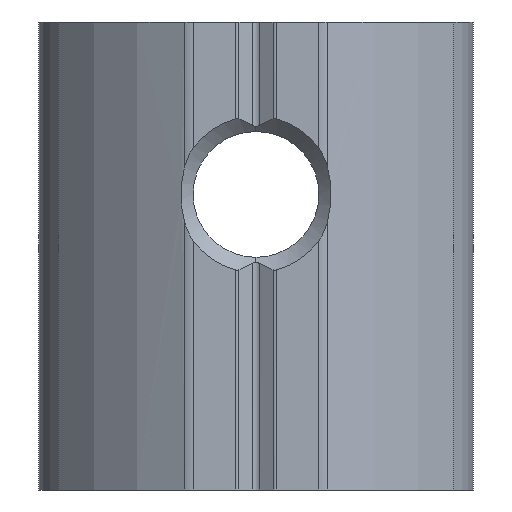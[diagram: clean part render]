
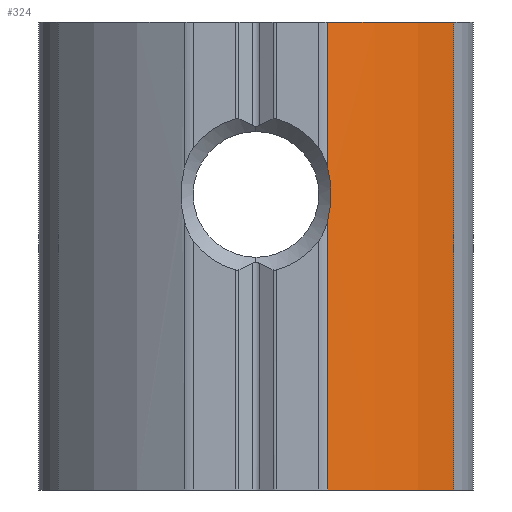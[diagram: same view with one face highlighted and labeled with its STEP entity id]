
A CAD part, front view. The second image highlights one B-rep face of the part: STEP entity #324.
In plain terms, the highlighted cylindrical face has radius 12.4 mm (diameter 24.8 mm), a partial arc.
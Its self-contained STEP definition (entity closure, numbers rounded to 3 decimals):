
#50 = CARTESIAN_POINT ( 'NONE',  ( 2.91, -7.677, 1.427 ) ) ;
#52 = AXIS2_PLACEMENT_3D ( 'NONE', #1332, #774, #141 ) ;
#63 = CARTESIAN_POINT ( 'NONE',  ( 2.989, -7.644, 3.22 ) ) ;
#72 = FACE_OUTER_BOUND ( 'NONE', #1296, .T. ) ;
#78 = B_SPLINE_CURVE_WITH_KNOTS ( 'NONE', 3,
 ( #683, #118, #599, #1124, #127, #63, #146, #155 ),
 .UNSPECIFIED., .F., .F.,
 ( 4, 2, 2, 4 ),
 ( 0., 0.001, 0.002, 0.002 ),
 .UNSPECIFIED. ) ;
#85 = VECTOR ( 'NONE', #928, 1000. ) ;
#118 = CARTESIAN_POINT ( 'NONE',  ( 3., -7.64, 1.777 ) ) ;
#127 = CARTESIAN_POINT ( 'NONE',  ( 3.034, -7.626, 2.861 ) ) ;
#134 = AXIS2_PLACEMENT_3D ( 'NONE', #486, #213, #476 ) ;
#137 = EDGE_CURVE ( 'NONE', #1330, #808, #1014, .T. ) ;
#141 = DIRECTION ( 'NONE',  ( -1., 0., 0. ) ) ;
#146 = CARTESIAN_POINT ( 'NONE',  ( 2.955, -7.658, 3.398 ) ) ;
#155 = CARTESIAN_POINT ( 'NONE',  ( 2.91, -7.677, 3.573 ) ) ;
#157 = VECTOR ( 'NONE', #491, 1000. ) ;
#213 = DIRECTION ( 'NONE',  ( 0., 0., 1. ) ) ;
#320 = ORIENTED_EDGE ( 'NONE', *, *, #368, .T. ) ;
#324 = ADVANCED_FACE ( 'NONE', ( #72 ), #562, .T. ) ;
#332 = ORIENTED_EDGE ( 'NONE', *, *, #659, .F. ) ;
#346 = EDGE_CURVE ( 'NONE', #1330, #1242, #598, .T. ) ;
#368 = EDGE_CURVE ( 'NONE', #1242, #862, #1048, .T. ) ;
#476 = DIRECTION ( 'NONE',  ( 1., 0., 0. ) ) ;
#486 = CARTESIAN_POINT ( 'NONE',  ( -1.75, 3.814, -9.5 ) ) ;
#489 = VERTEX_POINT ( 'NONE', #694 ) ;
#491 = DIRECTION ( 'NONE',  ( 0., 0., 1. ) ) ;
#496 = EDGE_CURVE ( 'NONE', #1292, #489, #1106, .T. ) ;
#503 = CARTESIAN_POINT ( 'NONE',  ( 2.91, -7.677, -9.5 ) ) ;
#515 = CARTESIAN_POINT ( 'NONE',  ( 8.034, -3.804, -9.5 ) ) ;
#523 = CARTESIAN_POINT ( 'NONE',  ( -1.75, 3.814, 9.5 ) ) ;
#562 = CYLINDRICAL_SURFACE ( 'NONE', #134, 12.4 ) ;
#598 = CIRCLE ( 'NONE', #52, 12.4 ) ;
#599 = CARTESIAN_POINT ( 'NONE',  ( 3.045, -7.621, 2.134 ) ) ;
#659 = EDGE_CURVE ( 'NONE', #489, #862, #760, .T. ) ;
#671 = CARTESIAN_POINT ( 'NONE',  ( 2.91, -7.677, -9.5 ) ) ;
#683 = CARTESIAN_POINT ( 'NONE',  ( 2.91, -7.677, 1.427 ) ) ;
#694 = CARTESIAN_POINT ( 'NONE',  ( 2.91, -7.677, 9.5 ) ) ;
#713 = ORIENTED_EDGE ( 'NONE', *, *, #137, .F. ) ;
#760 = CIRCLE ( 'NONE', #1002, 12.4 ) ;
#774 = DIRECTION ( 'NONE',  ( 0., 0., 1. ) ) ;
#808 = VERTEX_POINT ( 'NONE', #50 ) ;
#862 = VERTEX_POINT ( 'NONE', #1188 ) ;
#928 = DIRECTION ( 'NONE',  ( 0., 0., 1. ) ) ;
#983 = VECTOR ( 'NONE', #1424, 1000. ) ;
#1002 = AXIS2_PLACEMENT_3D ( 'NONE', #523, #1047, #1413 ) ;
#1004 = CARTESIAN_POINT ( 'NONE',  ( 2.91, -7.677, -9.5 ) ) ;
#1014 = LINE ( 'NONE', #1004, #983 ) ;
#1047 = DIRECTION ( 'NONE',  ( 0., 0., 1. ) ) ;
#1048 = LINE ( 'NONE', #515, #85 ) ;
#1057 = EDGE_CURVE ( 'NONE', #808, #1292, #78, .T. ) ;
#1068 = CARTESIAN_POINT ( 'NONE',  ( 8.034, -3.804, -9.5 ) ) ;
#1104 = CARTESIAN_POINT ( 'NONE',  ( 2.91, -7.677, 3.573 ) ) ;
#1106 = LINE ( 'NONE', #503, #157 ) ;
#1124 = CARTESIAN_POINT ( 'NONE',  ( 3.046, -7.621, 2.678 ) ) ;
#1178 = ORIENTED_EDGE ( 'NONE', *, *, #496, .F. ) ;
#1183 = ORIENTED_EDGE ( 'NONE', *, *, #346, .T. ) ;
#1188 = CARTESIAN_POINT ( 'NONE',  ( 8.034, -3.804, 9.5 ) ) ;
#1201 = ORIENTED_EDGE ( 'NONE', *, *, #1057, .F. ) ;
#1242 = VERTEX_POINT ( 'NONE', #1068 ) ;
#1292 = VERTEX_POINT ( 'NONE', #1104 ) ;
#1296 = EDGE_LOOP ( 'NONE', ( #1201, #713, #1183, #320, #332, #1178 ) ) ;
#1330 = VERTEX_POINT ( 'NONE', #671 ) ;
#1332 = CARTESIAN_POINT ( 'NONE',  ( -1.75, 3.814, -9.5 ) ) ;
#1413 = DIRECTION ( 'NONE',  ( -1., 0., 0. ) ) ;
#1424 = DIRECTION ( 'NONE',  ( 0., 0., 1. ) ) ;
